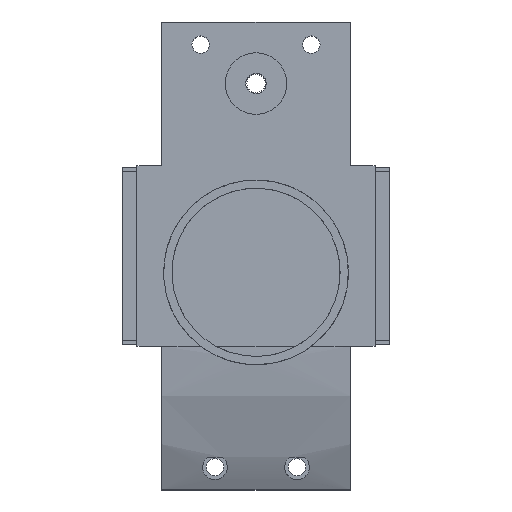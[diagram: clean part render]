
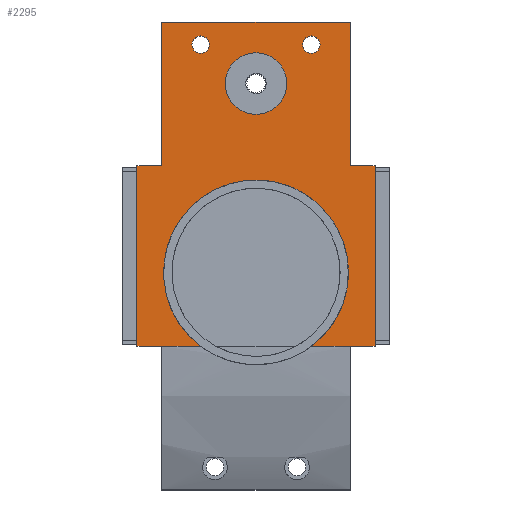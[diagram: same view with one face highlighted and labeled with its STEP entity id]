
A CAD part, top view. The second image highlights one B-rep face of the part: STEP entity #2295.
In plain terms, the highlighted planar face has unit normal (0, 0, 1).
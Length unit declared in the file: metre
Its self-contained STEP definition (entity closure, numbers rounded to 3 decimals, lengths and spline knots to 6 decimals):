
#29=PLANE('',#2472);
#132=CIRCLE('',#2465,0.002667);
#134=CIRCLE('',#2468,0.002667);
#135=CIRCLE('',#2473,0.009525);
#136=CIRCLE('',#2474,0.028575);
#178=LINE('',#3351,#431);
#180=LINE('',#3359,#433);
#261=LINE('',#3601,#514);
#265=LINE('',#3608,#518);
#268=LINE('',#3612,#521);
#270=LINE('',#3616,#523);
#272=LINE('',#3620,#525);
#274=LINE('',#3624,#527);
#276=LINE('',#3628,#529);
#278=LINE('',#3632,#531);
#280=LINE('',#3636,#533);
#431=VECTOR('',#2631,1.);
#433=VECTOR('',#2637,1.);
#514=VECTOR('',#2788,1.);
#518=VECTOR('',#2794,1.);
#521=VECTOR('',#2799,1.);
#523=VECTOR('',#2803,1.);
#525=VECTOR('',#2807,1.);
#527=VECTOR('',#2811,1.);
#529=VECTOR('',#2815,1.);
#531=VECTOR('',#2819,1.);
#533=VECTOR('',#2823,1.);
#862=ORIENTED_EDGE('',*,*,#1503,.F.);
#863=ORIENTED_EDGE('',*,*,#1504,.F.);
#864=ORIENTED_EDGE('',*,*,#1364,.T.);
#865=ORIENTED_EDGE('',*,*,#1482,.T.);
#866=ORIENTED_EDGE('',*,*,#1475,.F.);
#867=ORIENTED_EDGE('',*,*,#1484,.F.);
#868=ORIENTED_EDGE('',*,*,#1486,.T.);
#869=ORIENTED_EDGE('',*,*,#1488,.T.);
#870=ORIENTED_EDGE('',*,*,#1490,.T.);
#871=ORIENTED_EDGE('',*,*,#1492,.F.);
#872=ORIENTED_EDGE('',*,*,#1494,.T.);
#873=ORIENTED_EDGE('',*,*,#1479,.F.);
#874=ORIENTED_EDGE('',*,*,#1360,.T.);
#875=ORIENTED_EDGE('',*,*,#1498,.F.);
#876=ORIENTED_EDGE('',*,*,#1500,.F.);
#1360=EDGE_CURVE('',#1696,#1694,#178,.T.);
#1364=EDGE_CURVE('',#1695,#1699,#180,.T.);
#1475=EDGE_CURVE('',#1805,#1801,#261,.T.);
#1479=EDGE_CURVE('',#1696,#1806,#265,.T.);
#1482=EDGE_CURVE('',#1699,#1801,#268,.T.);
#1484=EDGE_CURVE('',#1808,#1805,#270,.T.);
#1486=EDGE_CURVE('',#1808,#1809,#272,.T.);
#1488=EDGE_CURVE('',#1809,#1810,#274,.T.);
#1490=EDGE_CURVE('',#1810,#1811,#276,.T.);
#1492=EDGE_CURVE('',#1812,#1811,#278,.T.);
#1494=EDGE_CURVE('',#1812,#1806,#280,.T.);
#1498=EDGE_CURVE('',#1816,#1816,#132,.T.);
#1500=EDGE_CURVE('',#1818,#1818,#134,.T.);
#1503=EDGE_CURVE('',#1819,#1819,#135,.T.);
#1504=EDGE_CURVE('',#1695,#1694,#136,.T.);
#1694=VERTEX_POINT('',#3349);
#1695=VERTEX_POINT('',#3350);
#1696=VERTEX_POINT('',#3352);
#1699=VERTEX_POINT('',#3358);
#1801=VERTEX_POINT('',#3592);
#1805=VERTEX_POINT('',#3600);
#1806=VERTEX_POINT('',#3604);
#1808=VERTEX_POINT('',#3615);
#1809=VERTEX_POINT('',#3619);
#1810=VERTEX_POINT('',#3623);
#1811=VERTEX_POINT('',#3627);
#1812=VERTEX_POINT('',#3631);
#1816=VERTEX_POINT('',#3644);
#1818=VERTEX_POINT('',#3649);
#1819=VERTEX_POINT('',#3657);
#1949=EDGE_LOOP('',(#862));
#1950=EDGE_LOOP('',(#863,#864,#865,#866,#867,#868,#869,#870,#871,#872,#873,
#874));
#1951=EDGE_LOOP('',(#875));
#1952=EDGE_LOOP('',(#876));
#2106=FACE_BOUND('',#1949,.T.);
#2107=FACE_BOUND('',#1950,.T.);
#2108=FACE_BOUND('',#1951,.T.);
#2109=FACE_BOUND('',#1952,.T.);
#2295=ADVANCED_FACE('',(#2106,#2107,#2108,#2109),#29,.T.);
#2465=AXIS2_PLACEMENT_3D('',#3643,#2830,#2831);
#2468=AXIS2_PLACEMENT_3D('',#3648,#2836,#2837);
#2472=AXIS2_PLACEMENT_3D('',#3655,#2846,#2847);
#2473=AXIS2_PLACEMENT_3D('',#3656,#2848,#2849);
#2474=AXIS2_PLACEMENT_3D('',#3658,#2850,#2851);
#2631=DIRECTION('',(1.,0.,0.));
#2637=DIRECTION('',(1.,0.,0.));
#2788=DIRECTION('',(0.,-1.,0.));
#2794=DIRECTION('',(-1.,0.,0.));
#2799=DIRECTION('',(1.,0.,0.));
#2803=DIRECTION('',(1.,0.,0.));
#2807=DIRECTION('',(0.,1.,0.));
#2811=DIRECTION('',(-1.,0.,0.));
#2815=DIRECTION('',(0.,-1.,0.));
#2819=DIRECTION('',(1.,0.,0.));
#2823=DIRECTION('',(0.,-1.,0.));
#2830=DIRECTION('',(0.,0.,1.));
#2831=DIRECTION('',(1.,0.,0.));
#2836=DIRECTION('',(0.,0.,1.));
#2837=DIRECTION('',(1.,0.,0.));
#2846=DIRECTION('',(0.,0.,1.));
#2847=DIRECTION('',(1.,0.,0.));
#2848=DIRECTION('',(0.,0.,1.));
#2849=DIRECTION('',(1.,0.,0.));
#2850=DIRECTION('',(0.,0.,1.));
#2851=DIRECTION('',(1.,0.,0.));
#3349=CARTESIAN_POINT('',(-0.017145,-0.02794,0.0254));
#3350=CARTESIAN_POINT('',(0.017145,-0.02794,0.0254));
#3351=CARTESIAN_POINT('',(-0.135215,-0.02794,0.0254));
#3352=CARTESIAN_POINT('',(-0.02921,-0.02794,0.0254));
#3358=CARTESIAN_POINT('',(0.02921,-0.02794,0.0254));
#3359=CARTESIAN_POINT('',(-0.135215,-0.02794,0.0254));
#3592=CARTESIAN_POINT('',(0.03683,-0.02794,0.0254));
#3600=CARTESIAN_POINT('',(0.03683,0.02794,0.0254));
#3601=CARTESIAN_POINT('',(0.03683,0.,0.0254));
#3604=CARTESIAN_POINT('',(-0.03683,-0.02794,0.0254));
#3608=CARTESIAN_POINT('',(-0.03302,-0.02794,0.0254));
#3612=CARTESIAN_POINT('',(0.03302,-0.02794,0.0254));
#3615=CARTESIAN_POINT('',(0.02921,0.02794,0.0254));
#3616=CARTESIAN_POINT('',(0.03302,0.02794,0.0254));
#3619=CARTESIAN_POINT('',(0.02921,0.07239,0.0254));
#3620=CARTESIAN_POINT('',(0.02921,0.050165,0.0254));
#3623=CARTESIAN_POINT('',(-0.02921,0.07239,0.0254));
#3624=CARTESIAN_POINT('',(0.,0.07239,0.0254));
#3627=CARTESIAN_POINT('',(-0.02921,0.02794,0.0254));
#3628=CARTESIAN_POINT('',(-0.02921,0.050165,0.0254));
#3631=CARTESIAN_POINT('',(-0.03683,0.02794,0.0254));
#3632=CARTESIAN_POINT('',(-0.03302,0.02794,0.0254));
#3636=CARTESIAN_POINT('',(-0.03683,0.,0.0254));
#3643=CARTESIAN_POINT('',(-0.017145,0.065405,0.0254));
#3644=CARTESIAN_POINT('',(-0.014478,0.065405,0.0254));
#3648=CARTESIAN_POINT('',(0.017145,0.065405,0.0254));
#3649=CARTESIAN_POINT('',(0.019812,0.065405,0.0254));
#3655=CARTESIAN_POINT('',(0.,0.,0.0254));
#3656=CARTESIAN_POINT('',(0.,0.05334,0.0254));
#3657=CARTESIAN_POINT('',(0.009525,0.05334,0.0254));
#3658=CARTESIAN_POINT('',(0.,-0.00508,0.0254));
